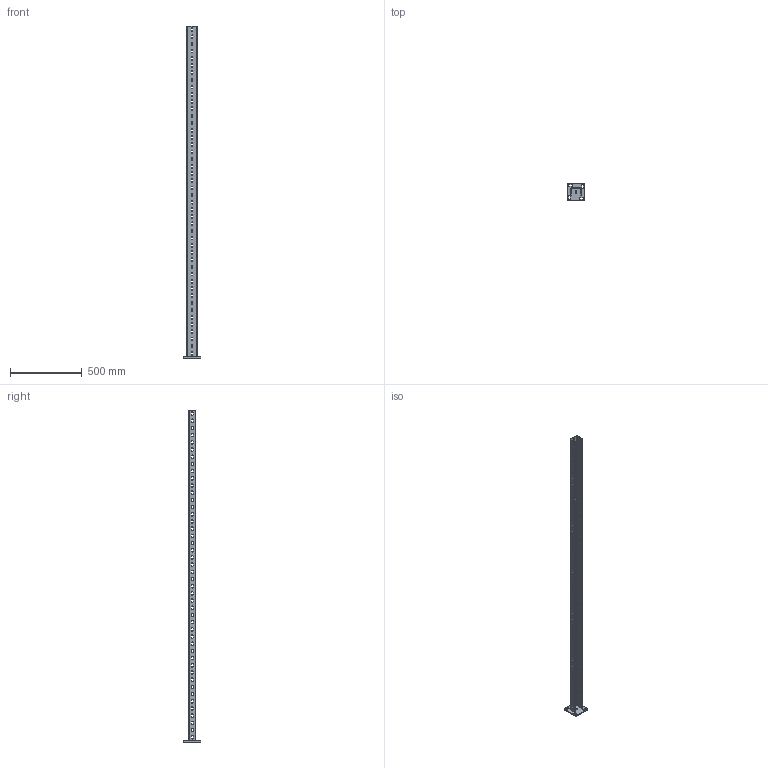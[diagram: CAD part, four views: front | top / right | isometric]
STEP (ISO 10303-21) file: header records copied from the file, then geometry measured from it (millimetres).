
FILE_DESCRIPTION (( 'STEP AP214' ), '1' );
FILE_NAME ('Äåòàë__2300.STEP', '2023-04-03T10:42:21', ( '' ), ( '' ), 'SwSTEP 2.0', 'SolidWorks 2022', '' );
FILE_SCHEMA (( 'AUTOMOTIVE_DESIGN' ));
Length unit declared in the file: millimetre
Products named in the file (1): Детал__2300
Bounding box: 120 x 120 x 2308 mm (x, y, z)
Volume: 1408689.6 mm3; surface area: 738596.5 mm2
Topology: 1 solids, 1 shells, 735 faces, 2196 edges, 1464 vertices
Faces by surface type: cylinder 434, plane 301
Entity records: 25664 total; most frequent: DIRECTION 4536, CARTESIAN_POINT 4396, ORIENTED_EDGE 4392, EDGE_CURVE 2196, AXIS2_PLACEMENT_3D 1604, VERTEX_POINT 1464, LINE 1328, VECTOR 1328
